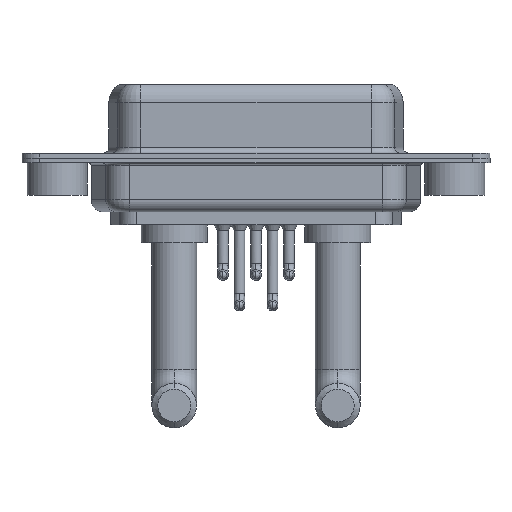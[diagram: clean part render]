
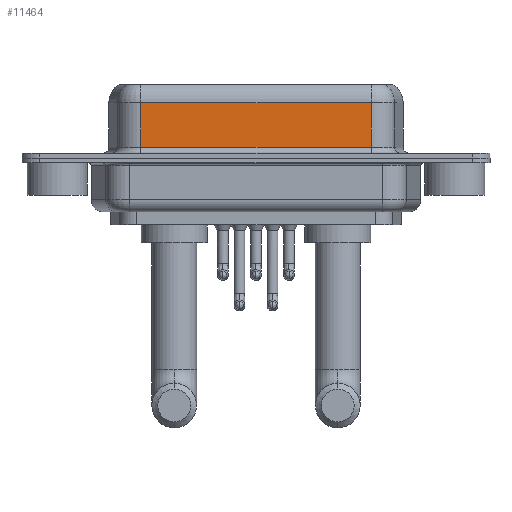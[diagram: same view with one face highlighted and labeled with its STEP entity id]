
A CAD part, front view. The second image highlights one B-rep face of the part: STEP entity #11464.
In plain terms, the highlighted planar face has unit normal (0, -1, 0).
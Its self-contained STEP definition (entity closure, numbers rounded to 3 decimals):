
#3248 = VECTOR ( 'NONE', #9520, 1000. ) ;
#3752 = FACE_OUTER_BOUND ( 'NONE', #13483, .T. ) ;
#3951 = CARTESIAN_POINT ( 'NONE',  ( 26.287, -3.95, 6.4 ) ) ;
#4121 = DIRECTION ( 'NONE',  ( 0., 0., -1. ) ) ;
#4221 = EDGE_CURVE ( 'NONE', #4348, #10021, #11926, .T. ) ;
#4348 = VERTEX_POINT ( 'NONE', #4565 ) ;
#4565 = CARTESIAN_POINT ( 'NONE',  ( 7.013, -3.95, 0.9 ) ) ;
#4824 = EDGE_CURVE ( 'NONE', #5333, #10501, #8487, .T. ) ;
#5109 = EDGE_CURVE ( 'NONE', #5333, #10021, #11895, .T. ) ;
#5333 = VERTEX_POINT ( 'NONE', #13529 ) ;
#5662 = CARTESIAN_POINT ( 'NONE',  ( 26.287, -3.95, 4.65 ) ) ;
#6957 = DIRECTION ( 'NONE',  ( -1., 0., 0. ) ) ;
#7529 = ORIENTED_EDGE ( 'NONE', *, *, #5109, .F. ) ;
#7684 = EDGE_CURVE ( 'NONE', #10501, #4348, #14971, .T. ) ;
#7691 = AXIS2_PLACEMENT_3D ( 'NONE', #11609, #9544, #7851 ) ;
#7851 = DIRECTION ( 'NONE',  ( 0., 0., 1. ) ) ;
#8487 = LINE ( 'NONE', #5662, #16013 ) ;
#9520 = DIRECTION ( 'NONE',  ( 0., 0., -1. ) ) ;
#9544 = DIRECTION ( 'NONE',  ( 0., 1., 0. ) ) ;
#10011 = VECTOR ( 'NONE', #4121, 1000. ) ;
#10021 = VERTEX_POINT ( 'NONE', #10401 ) ;
#10401 = CARTESIAN_POINT ( 'NONE',  ( 26.287, -3.95, 0.9 ) ) ;
#10501 = VERTEX_POINT ( 'NONE', #13359 ) ;
#10569 = CARTESIAN_POINT ( 'NONE',  ( 26.287, -3.95, 0.9 ) ) ;
#11295 = ORIENTED_EDGE ( 'NONE', *, *, #4221, .T. ) ;
#11464 = ADVANCED_FACE ( 'NONE', ( #3752 ), #12978, .F. ) ;
#11609 = CARTESIAN_POINT ( 'NONE',  ( 26.287, -3.95, 6.4 ) ) ;
#11895 = LINE ( 'NONE', #3951, #10011 ) ;
#11926 = LINE ( 'NONE', #10569, #14069 ) ;
#12978 = PLANE ( 'NONE',  #7691 ) ;
#13148 = ORIENTED_EDGE ( 'NONE', *, *, #4824, .T. ) ;
#13359 = CARTESIAN_POINT ( 'NONE',  ( 7.013, -3.95, 4.65 ) ) ;
#13483 = EDGE_LOOP ( 'NONE', ( #7529, #13148, #16848, #11295 ) ) ;
#13529 = CARTESIAN_POINT ( 'NONE',  ( 26.287, -3.95, 4.65 ) ) ;
#13684 = CARTESIAN_POINT ( 'NONE',  ( 7.013, -3.95, 6.4 ) ) ;
#14069 = VECTOR ( 'NONE', #16910, 1000. ) ;
#14971 = LINE ( 'NONE', #13684, #3248 ) ;
#16013 = VECTOR ( 'NONE', #6957, 1000. ) ;
#16848 = ORIENTED_EDGE ( 'NONE', *, *, #7684, .T. ) ;
#16910 = DIRECTION ( 'NONE',  ( 1., 0., 0. ) ) ;
